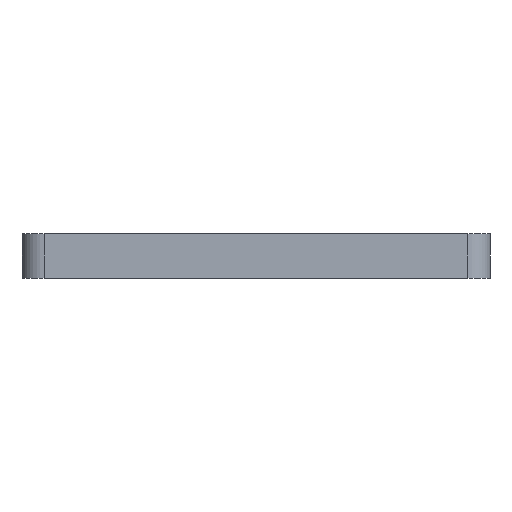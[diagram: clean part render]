
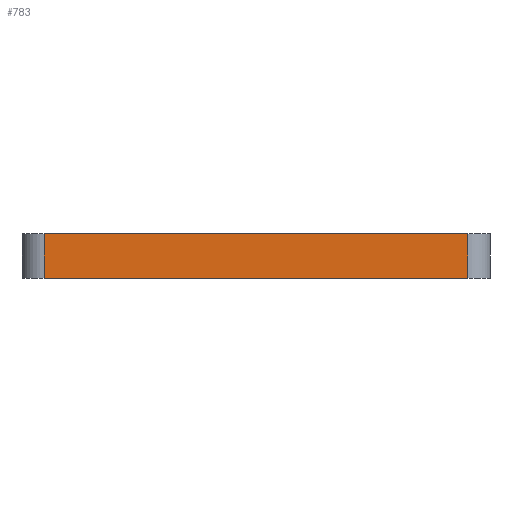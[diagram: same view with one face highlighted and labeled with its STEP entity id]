
A CAD part, front view. The second image highlights one B-rep face of the part: STEP entity #783.
In plain terms, the highlighted planar face has unit normal (0, -1, 0).
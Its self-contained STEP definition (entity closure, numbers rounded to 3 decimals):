
#54=PLANE('',#855);
#79=FACE_OUTER_BOUND('',#133,.T.);
#133=EDGE_LOOP('',(#601,#602,#603,#604));
#181=LINE('',#1130,#257);
#186=LINE('',#1142,#262);
#209=LINE('',#1221,#285);
#210=LINE('',#1223,#286);
#257=VECTOR('',#909,10.);
#262=VECTOR('',#920,10.);
#285=VECTOR('',#983,10.);
#286=VECTOR('',#986,10.);
#366=VERTEX_POINT('',#1127);
#367=VERTEX_POINT('',#1129);
#371=VERTEX_POINT('',#1141);
#406=VERTEX_POINT('',#1217);
#438=EDGE_CURVE('',#366,#367,#181,.T.);
#444=EDGE_CURVE('',#371,#367,#186,.T.);
#484=EDGE_CURVE('',#371,#406,#209,.T.);
#485=EDGE_CURVE('',#406,#366,#210,.T.);
#601=ORIENTED_EDGE('',*,*,#438,.F.);
#602=ORIENTED_EDGE('',*,*,#485,.F.);
#603=ORIENTED_EDGE('',*,*,#484,.F.);
#604=ORIENTED_EDGE('',*,*,#444,.T.);
#783=ADVANCED_FACE('',(#79),#54,.T.);
#855=AXIS2_PLACEMENT_3D('',#1222,#984,#985);
#909=DIRECTION('',(0.,0.,1.));
#920=DIRECTION('',(-1.,0.,0.));
#983=DIRECTION('',(0.,0.,-1.));
#984=DIRECTION('center_axis',(0.,-1.,0.));
#985=DIRECTION('ref_axis',(-1.,0.,0.));
#986=DIRECTION('',(-1.,0.,0.));
#1127=CARTESIAN_POINT('',(-9.5,-118.88,-17.));
#1129=CARTESIAN_POINT('',(-9.5,-118.88,-15.));
#1130=CARTESIAN_POINT('',(-9.5,-118.88,-15.));
#1141=CARTESIAN_POINT('',(9.5,-118.88,-15.));
#1142=CARTESIAN_POINT('',(10.5,-118.88,-15.));
#1217=CARTESIAN_POINT('',(9.5,-118.88,-17.));
#1221=CARTESIAN_POINT('',(9.5,-118.88,-15.));
#1222=CARTESIAN_POINT('Origin',(10.5,-118.88,-15.));
#1223=CARTESIAN_POINT('',(10.5,-118.88,-17.));
